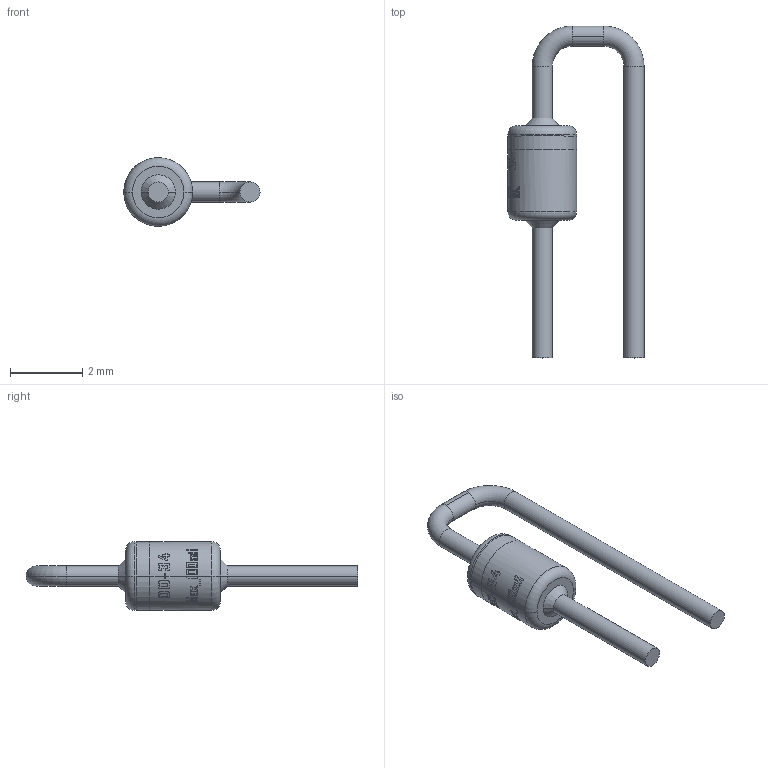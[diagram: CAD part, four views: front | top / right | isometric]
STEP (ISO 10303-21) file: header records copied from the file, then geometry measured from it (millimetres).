
FILE_DESCRIPTION (( 'STEP AP214' ), '1' );
FILE_NAME ('DO-34_Max_100mil_rev1.0.STEP', '2023-03-16T21:56:46', ( '' ), ( '' ), 'SwSTEP 2.0', 'SolidWorks 2020', '' );
FILE_SCHEMA (( 'AUTOMOTIVE_DESIGN' ));
Length unit declared in the file: millimetre
Products named in the file (1): DO-34_Max_100mil_rev1.0
Bounding box: 3.77 x 9.19 x 1.9 mm (x, y, z)
Volume: 10.4 mm3; surface area: 64.6 mm2
Topology: 4 solids, 4 shells, 55 faces, 256 edges, 229 vertices
Faces by surface type: cylinder 35, torus 8, plane 8, cone 4
Entity records: 3667 total; most frequent: CARTESIAN_POINT 809, ORIENTED_EDGE 512, DIRECTION 411, EDGE_CURVE 256, VERTEX_POINT 229, AXIS2_PLACEMENT_3D 163, CIRCLE 107, VECTOR 85
